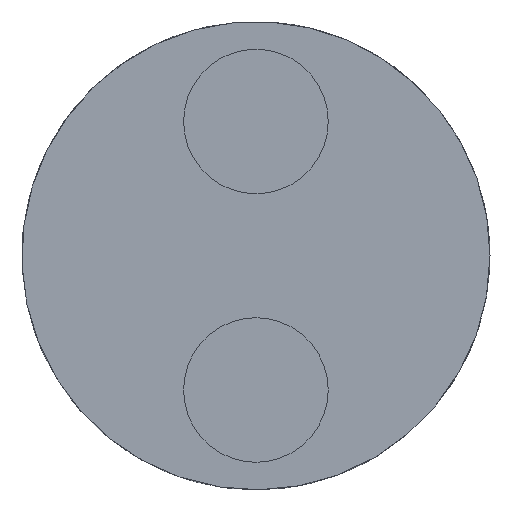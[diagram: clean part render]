
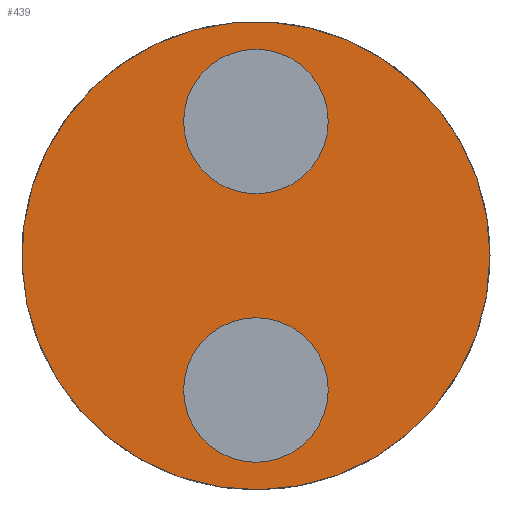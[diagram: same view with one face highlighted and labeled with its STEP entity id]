
A CAD part, front view. The second image highlights one B-rep face of the part: STEP entity #439.
In plain terms, the highlighted planar face has unit normal (0, -1, 0).
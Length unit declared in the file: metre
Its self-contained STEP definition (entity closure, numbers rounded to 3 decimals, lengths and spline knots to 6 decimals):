
#12=PLANE('',#495);
#122=ORIENTED_EDGE('',*,*,#252,.F.);
#123=ORIENTED_EDGE('',*,*,#253,.F.);
#124=ORIENTED_EDGE('',*,*,#231,.T.);
#231=EDGE_CURVE('',#296,#296,#341,.T.);
#252=EDGE_CURVE('',#317,#317,#352,.T.);
#253=EDGE_CURVE('',#318,#318,#353,.T.);
#296=VERTEX_POINT('',#699);
#317=VERTEX_POINT('',#742);
#318=VERTEX_POINT('',#744);
#341=CIRCLE('',#479,0.017);
#352=CIRCLE('',#496,0.00525);
#353=CIRCLE('',#497,0.00525);
#368=EDGE_LOOP('',(#122));
#369=EDGE_LOOP('',(#123));
#370=EDGE_LOOP('',(#124));
#400=FACE_BOUND('',#368,.T.);
#401=FACE_BOUND('',#369,.T.);
#402=FACE_BOUND('',#370,.T.);
#439=ADVANCED_FACE('',(#400,#401,#402),#12,.T.);
#479=AXIS2_PLACEMENT_3D('',#698,#544,#545);
#495=AXIS2_PLACEMENT_3D('',#740,#581,#582);
#496=AXIS2_PLACEMENT_3D('',#741,#583,#584);
#497=AXIS2_PLACEMENT_3D('',#743,#585,#586);
#544=DIRECTION('',(0.,-1.,0.));
#545=DIRECTION('',(1.,0.,0.));
#581=DIRECTION('',(0.,-1.,0.));
#582=DIRECTION('',(1.,0.,0.));
#583=DIRECTION('',(0.,-1.,0.));
#584=DIRECTION('',(1.,0.,0.));
#585=DIRECTION('',(0.,-1.,0.));
#586=DIRECTION('',(1.,0.,0.));
#698=CARTESIAN_POINT('',(-0.0218,-0.0372,0.071868));
#699=CARTESIAN_POINT('',(-0.0048,-0.0372,0.071868));
#740=CARTESIAN_POINT('',(-0.0218,-0.0372,0.071868));
#741=CARTESIAN_POINT('',(-0.0218,-0.0372,0.062118));
#742=CARTESIAN_POINT('',(-0.01655,-0.0372,0.062118));
#743=CARTESIAN_POINT('',(-0.0218,-0.0372,0.081618));
#744=CARTESIAN_POINT('',(-0.01655,-0.0372,0.081618));
